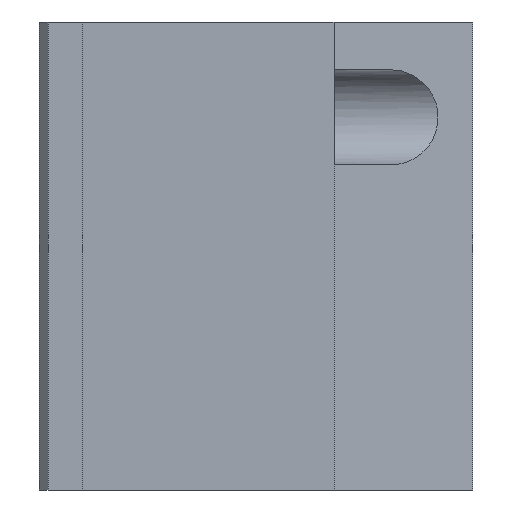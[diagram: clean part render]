
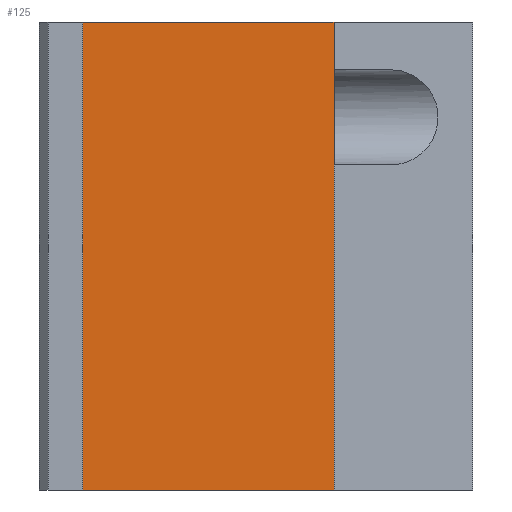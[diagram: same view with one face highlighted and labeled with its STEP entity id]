
A CAD part, left-side view. The second image highlights one B-rep face of the part: STEP entity #125.
In plain terms, the highlighted planar face has unit normal (-1, 0, 0).
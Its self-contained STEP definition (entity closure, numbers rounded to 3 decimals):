
#125 = ADVANCED_FACE( '', ( #244 ), #245, .T. );
#244 = FACE_OUTER_BOUND( '', #369, .T. );
#245 = PLANE( '', #370 );
#369 = EDGE_LOOP( '', ( #749, #750, #751, #752, #753, #754 ) );
#370 = AXIS2_PLACEMENT_3D( '', #755, #756, #757 );
#749 = ORIENTED_EDGE( '', *, *, #922, .T. );
#750 = ORIENTED_EDGE( '', *, *, #923, .F. );
#751 = ORIENTED_EDGE( '', *, *, #924, .T. );
#752 = ORIENTED_EDGE( '', *, *, #893, .T. );
#753 = ORIENTED_EDGE( '', *, *, #879, .T. );
#754 = ORIENTED_EDGE( '', *, *, #897, .T. );
#755 = CARTESIAN_POINT( '', ( -29., 16., 0. ) );
#756 = DIRECTION( '', ( -1., 0., 0. ) );
#757 = DIRECTION( '', ( 0., -1., 0. ) );
#879 = EDGE_CURVE( '', #1065, #1059, #1066, .T. );
#893 = EDGE_CURVE( '', #1087, #1065, #1088, .T. );
#897 = EDGE_CURVE( '', #1059, #1093, #1095, .T. );
#922 = EDGE_CURVE( '', #1093, #1128, #1129, .T. );
#923 = EDGE_CURVE( '', #1130, #1128, #1131, .T. );
#924 = EDGE_CURVE( '', #1130, #1087, #1132, .T. );
#1059 = VERTEX_POINT( '', #1359 );
#1065 = VERTEX_POINT( '', #1368 );
#1066 = LINE( '', #1369, #1370 );
#1087 = VERTEX_POINT( '', #1402 );
#1088 = LINE( '', #1403, #1404 );
#1093 = VERTEX_POINT( '', #1411 );
#1095 = LINE( '', #1414, #1415 );
#1128 = VERTEX_POINT( '', #1462 );
#1129 = LINE( '', #1463, #1464 );
#1130 = VERTEX_POINT( '', #1465 );
#1131 = LINE( '', #1466, #1467 );
#1132 = LINE( '', #1468, #1469 );
#1359 = CARTESIAN_POINT( '', ( -29., 16., 48.5 ) );
#1368 = CARTESIAN_POINT( '', ( -29., 16., 37.5 ) );
#1369 = CARTESIAN_POINT( '', ( -29., 16., 0. ) );
#1370 = VECTOR( '', #1637, 1. );
#1402 = CARTESIAN_POINT( '', ( -29., 16., 0. ) );
#1403 = CARTESIAN_POINT( '', ( -29., 16., 0. ) );
#1404 = VECTOR( '', #1655, 1. );
#1411 = CARTESIAN_POINT( '', ( -29., 16., 54. ) );
#1414 = CARTESIAN_POINT( '', ( -29., 16., 0. ) );
#1415 = VECTOR( '', #1659, 1. );
#1462 = CARTESIAN_POINT( '', ( -29., 45., 54. ) );
#1463 = CARTESIAN_POINT( '', ( -29., 45., 54. ) );
#1464 = VECTOR( '', #1704, 1. );
#1465 = CARTESIAN_POINT( '', ( -29., 45., 0. ) );
#1466 = CARTESIAN_POINT( '', ( -29., 45., 0. ) );
#1467 = VECTOR( '', #1705, 1. );
#1468 = CARTESIAN_POINT( '', ( -29., 45., 0. ) );
#1469 = VECTOR( '', #1706, 1. );
#1637 = DIRECTION( '', ( 0., 0., 1. ) );
#1655 = DIRECTION( '', ( 0., 0., 1. ) );
#1659 = DIRECTION( '', ( 0., 0., 1. ) );
#1704 = DIRECTION( '', ( 0., 1., 0. ) );
#1705 = DIRECTION( '', ( 0., 0., 1. ) );
#1706 = DIRECTION( '', ( 0., -1., 0. ) );
